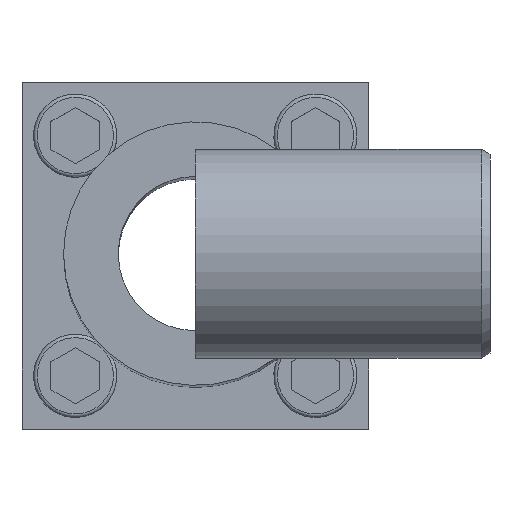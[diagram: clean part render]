
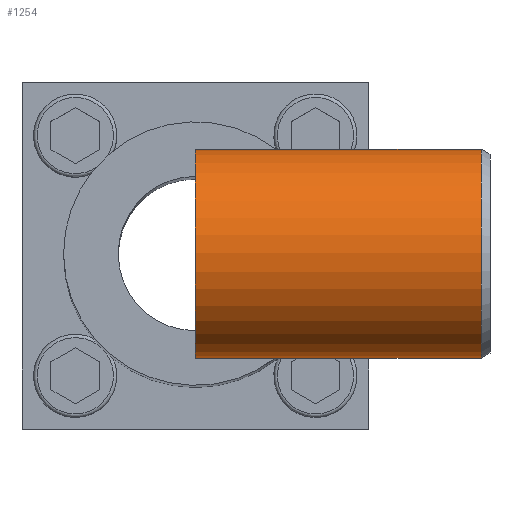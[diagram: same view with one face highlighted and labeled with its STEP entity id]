
A CAD part, top view. The second image highlights one B-rep face of the part: STEP entity #1254.
In plain terms, the highlighted cylindrical face has radius 30.15 mm (diameter 60.3 mm), a full revolution.
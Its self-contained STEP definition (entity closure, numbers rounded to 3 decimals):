
#93=LINE('',#1919,#189);
#96=LINE('',#1927,#192);
#189=VECTOR('',#1441,1000.);
#192=VECTOR('',#1446,1000.);
#316=CIRCLE('',#1390,30.15);
#317=CIRCLE('',#1391,30.15);
#612=ORIENTED_EDGE('',*,*,#793,.F.);
#613=ORIENTED_EDGE('',*,*,#648,.F.);
#614=ORIENTED_EDGE('',*,*,#674,.F.);
#615=ORIENTED_EDGE('',*,*,#794,.T.);
#616=ORIENTED_EDGE('',*,*,#670,.F.);
#648=EDGE_CURVE('',#807,#808,#921,.T.);
#670=EDGE_CURVE('',#808,#829,#93,.F.);
#674=EDGE_CURVE('',#832,#807,#96,.T.);
#793=EDGE_CURVE('',#910,#910,#316,.T.);
#794=EDGE_CURVE('',#832,#829,#317,.T.);
#807=VERTEX_POINT('',#1811);
#808=VERTEX_POINT('',#1812);
#829=VERTEX_POINT('',#1920);
#832=VERTEX_POINT('',#1926);
#910=VERTEX_POINT('',#2207);
#921=B_SPLINE_CURVE_WITH_KNOTS('',3,(#1785,#1786,#1787,#1788,#1789,#1790,
#1791,#1792,#1793,#1794,#1795,#1796,#1797,#1798,#1799,#1800,#1801,#1802,
#1803,#1804,#1805,#1806,#1807,#1808,#1809,#1810),.UNSPECIFIED.,.F.,.F.,
(4,1,1,1,1,1,1,1,1,1,1,1,1,1,1,1,1,1,1,1,1,1,1,4),(0.,0.006,
0.009,0.012,0.019,0.025,
0.031,0.037,0.041,0.044,
0.05,0.053,0.056,0.062,
0.066,0.069,0.075,0.081,
0.084,0.087,0.09,0.094,
0.097,0.1),.UNSPECIFIED.);
#1024=EDGE_LOOP('',(#612));
#1025=EDGE_LOOP('',(#613,#614,#615,#616));
#1143=FACE_BOUND('',#1024,.T.);
#1144=FACE_BOUND('',#1025,.T.);
#1182=CYLINDRICAL_SURFACE('',#1389,30.15);
#1254=ADVANCED_FACE('',(#1143,#1144),#1182,.T.);
#1389=AXIS2_PLACEMENT_3D('',#2205,#1727,#1728);
#1390=AXIS2_PLACEMENT_3D('',#2206,#1729,#1730);
#1391=AXIS2_PLACEMENT_3D('',#2208,#1731,#1732);
#1441=DIRECTION('',(1.,0.,0.));
#1446=DIRECTION('',(1.,0.,0.));
#1727=DIRECTION('',(1.,0.,0.));
#1728=DIRECTION('',(0.,1.,0.));
#1729=DIRECTION('',(1.,0.,0.));
#1730=DIRECTION('',(0.,1.,0.));
#1731=DIRECTION('',(1.,0.,0.));
#1732=DIRECTION('',(0.,1.,0.));
#1785=CARTESIAN_POINT('',(23.13,30.15,440.));
#1786=CARTESIAN_POINT('',(23.13,30.15,437.886));
#1787=CARTESIAN_POINT('',(23.571,29.82,434.803));
#1788=CARTESIAN_POINT('',(24.81,28.794,430.898));
#1789=CARTESIAN_POINT('',(26.315,27.451,427.276));
#1790=CARTESIAN_POINT('',(28.575,25.165,423.083));
#1791=CARTESIAN_POINT('',(31.343,21.663,418.781));
#1792=CARTESIAN_POINT('',(33.987,17.272,415.063));
#1793=CARTESIAN_POINT('',(35.79,13.028,412.68));
#1794=CARTESIAN_POINT('',(36.906,9.217,411.239));
#1795=CARTESIAN_POINT('',(37.727,5.288,410.193));
#1796=CARTESIAN_POINT('',(38.085,1.072,409.743));
#1797=CARTESIAN_POINT('',(37.919,-3.061,409.952));
#1798=CARTESIAN_POINT('',(37.411,-7.204,410.594));
#1799=CARTESIAN_POINT('',(36.441,-11.073,411.832));
#1800=CARTESIAN_POINT('',(35.095,-14.66,413.599));
#1801=CARTESIAN_POINT('',(33.576,-17.952,415.643));
#1802=CARTESIAN_POINT('',(31.373,-21.622,418.738));
#1803=CARTESIAN_POINT('',(29.052,-24.562,422.339));
#1804=CARTESIAN_POINT('',(27.226,-26.532,425.585));
#1805=CARTESIAN_POINT('',(25.951,-27.775,428.155));
#1806=CARTESIAN_POINT('',(24.816,-28.789,430.88));
#1807=CARTESIAN_POINT('',(23.884,-29.561,433.816));
#1808=CARTESIAN_POINT('',(23.277,-30.038,436.838));
#1809=CARTESIAN_POINT('',(23.13,-30.15,438.952));
#1810=CARTESIAN_POINT('',(23.13,-30.15,440.));
#1811=CARTESIAN_POINT('',(23.13,30.15,440.));
#1812=CARTESIAN_POINT('',(23.13,-30.15,440.));
#1919=CARTESIAN_POINT('',(66.,-30.15,440.));
#1920=CARTESIAN_POINT('',(0.,-30.15,440.));
#1926=CARTESIAN_POINT('',(0.,30.15,440.));
#1927=CARTESIAN_POINT('',(0.,30.15,440.));
#2205=CARTESIAN_POINT('',(66.,0.,440.));
#2206=CARTESIAN_POINT('',(82.5,0.,440.));
#2207=CARTESIAN_POINT('',(82.5,30.15,440.));
#2208=CARTESIAN_POINT('',(0.,0.,440.));
